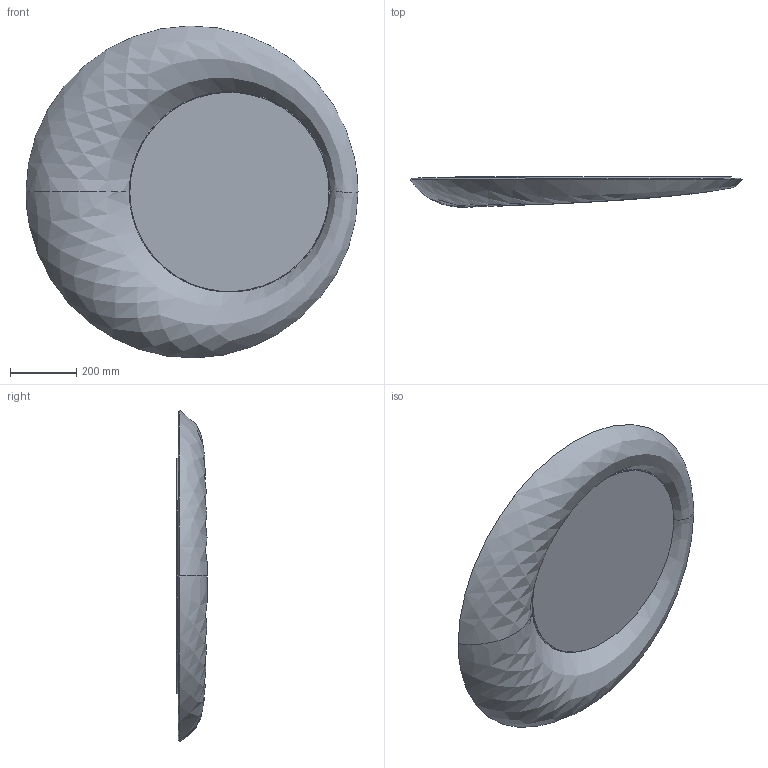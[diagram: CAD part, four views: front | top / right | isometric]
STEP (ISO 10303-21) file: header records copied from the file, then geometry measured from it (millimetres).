
FILE_DESCRIPTION(/* description */ (''),/* implementation_level */ '2;1');
FILE_NAME(/* name */ 'R100 - Rosy diam.100',/* time_stamp */ '2013-07-15T16:17:25+02:00',/* author */ (''),/* organization */ (''),/* preprocessor_version */ 'ST-DEVELOPER v10',/* originating_system */ '',/* authorisation */ '');
FILE_SCHEMA (('CONFIG_CONTROL_DESIGN'));
Length unit declared in the file: millimetre
Products named in the file (1): 1
Bounding box: 1000.09 x 91.82 x 999.93 mm (x, y, z)
Volume: 10957874.5 mm3; surface area: 3359602.8 mm2
Topology: 3 solids, 3 shells, 26 faces, 56 edges, 36 vertices
Faces by surface type: bspline 18, plane 8
Entity records: 6764 total; most frequent: CARTESIAN_POINT 6308, ORIENTED_EDGE 112, EDGE_CURVE 56, VERTEX_POINT 36, EDGE_LOOP 34, B_SPLINE_CURVE_WITH_KNOTS 32, ADVANCED_FACE 26, FACE_OUTER_BOUND 26
